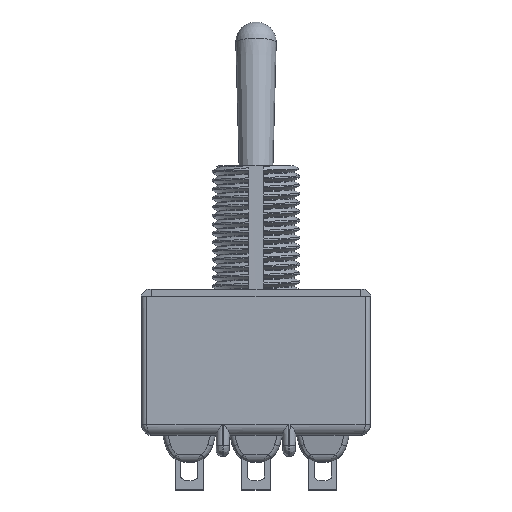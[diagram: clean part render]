
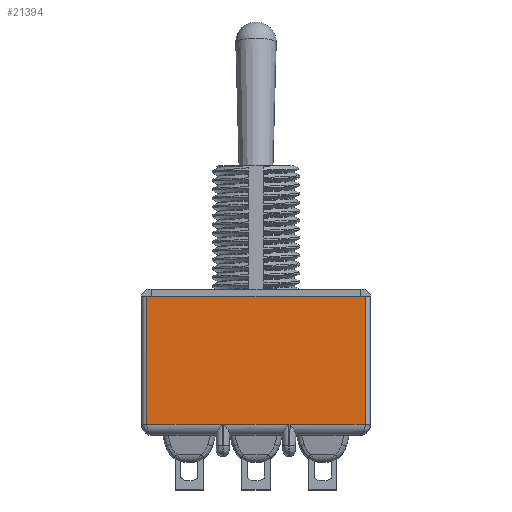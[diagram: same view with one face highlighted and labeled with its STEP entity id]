
A CAD part, top view. The second image highlights one B-rep face of the part: STEP entity #21394.
In plain terms, the highlighted planar face has unit normal (0, 0, 1).
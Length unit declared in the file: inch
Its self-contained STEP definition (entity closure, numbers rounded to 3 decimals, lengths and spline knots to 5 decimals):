
#976=PLANE('',#22765);
#1544=LINE('',#29202,#3872);
#2342=LINE('',#34202,#4670);
#2384=LINE('',#34344,#4712);
#2762=LINE('',#36215,#5090);
#2763=LINE('',#36217,#5091);
#2764=LINE('',#36219,#5092);
#2765=LINE('',#36220,#5093);
#2766=LINE('',#36222,#5094);
#2767=LINE('',#36224,#5095);
#2768=LINE('',#36226,#5096);
#2769=LINE('',#36228,#5097);
#2770=LINE('',#36230,#5098);
#3872=VECTOR('',#23756,39.37008);
#4670=VECTOR('',#25332,39.37008);
#4712=VECTOR('',#25412,39.37008);
#5090=VECTOR('',#26074,39.37008);
#5091=VECTOR('',#26075,39.37008);
#5092=VECTOR('',#26076,39.37008);
#5093=VECTOR('',#26077,39.37008);
#5094=VECTOR('',#26078,39.37008);
#5095=VECTOR('',#26079,39.37008);
#5096=VECTOR('',#26080,39.37008);
#5097=VECTOR('',#26081,39.37008);
#5098=VECTOR('',#26082,39.37008);
#8539=ORIENTED_EDGE('',*,*,#14636,.T.);
#8540=ORIENTED_EDGE('',*,*,#14637,.F.);
#8541=ORIENTED_EDGE('',*,*,#14638,.T.);
#8542=ORIENTED_EDGE('',*,*,#14094,.F.);
#8543=ORIENTED_EDGE('',*,*,#12955,.T.);
#8544=ORIENTED_EDGE('',*,*,#14639,.F.);
#8545=ORIENTED_EDGE('',*,*,#14640,.T.);
#8546=ORIENTED_EDGE('',*,*,#14641,.F.);
#8547=ORIENTED_EDGE('',*,*,#14642,.F.);
#8548=ORIENTED_EDGE('',*,*,#14643,.F.);
#8549=ORIENTED_EDGE('',*,*,#14644,.T.);
#8550=ORIENTED_EDGE('',*,*,#14145,.F.);
#12955=EDGE_CURVE('',#16196,#16197,#1544,.T.);
#14094=EDGE_CURVE('',#16196,#17178,#2342,.T.);
#14145=EDGE_CURVE('',#17223,#17221,#2384,.T.);
#14636=EDGE_CURVE('',#17223,#17558,#2762,.T.);
#14637=EDGE_CURVE('',#17559,#17558,#2763,.T.);
#14638=EDGE_CURVE('',#17559,#17178,#2764,.T.);
#14639=EDGE_CURVE('',#17560,#16197,#2765,.T.);
#14640=EDGE_CURVE('',#17560,#17561,#2766,.T.);
#14641=EDGE_CURVE('',#17562,#17561,#2767,.T.);
#14642=EDGE_CURVE('',#17563,#17562,#2768,.T.);
#14643=EDGE_CURVE('',#17564,#17563,#2769,.T.);
#14644=EDGE_CURVE('',#17564,#17221,#2770,.T.);
#16196=VERTEX_POINT('',#29203);
#16197=VERTEX_POINT('',#29204);
#17178=VERTEX_POINT('',#34198);
#17221=VERTEX_POINT('',#34339);
#17223=VERTEX_POINT('',#34343);
#17558=VERTEX_POINT('',#36216);
#17559=VERTEX_POINT('',#36218);
#17560=VERTEX_POINT('',#36221);
#17561=VERTEX_POINT('',#36223);
#17562=VERTEX_POINT('',#36225);
#17563=VERTEX_POINT('',#36227);
#17564=VERTEX_POINT('',#36229);
#18955=EDGE_LOOP('',(#8539,#8540,#8541,#8542,#8543,#8544,#8545,#8546,#8547,
#8548,#8549,#8550));
#20183=FACE_BOUND('',#18955,.T.);
#21394=ADVANCED_FACE('',(#20183),#976,.T.);
#22765=AXIS2_PLACEMENT_3D('',#36214,#26072,#26073);
#23756=DIRECTION('',(1.,0.,0.));
#25332=DIRECTION('',(-0.035,0.999,0.));
#25412=DIRECTION('',(0.,1.,0.));
#26072=DIRECTION('',(0.,0.,1.));
#26073=DIRECTION('',(1.,0.,0.));
#26074=DIRECTION('',(1.,0.001,0.));
#26075=DIRECTION('',(-0.035,-0.999,0.));
#26076=DIRECTION('',(1.,0.,0.));
#26077=DIRECTION('',(-0.035,-0.999,0.));
#26078=DIRECTION('',(1.,0.,0.));
#26079=DIRECTION('',(0.,-1.,0.));
#26080=DIRECTION('',(1.,0.,0.));
#26081=DIRECTION('',(0.,1.,0.));
#26082=DIRECTION('',(1.,0.,0.));
#29202=CARTESIAN_POINT('',(-1.17234,-0.4245,0.25));
#29203=CARTESIAN_POINT('',(0.09302,-0.4245,0.25));
#29204=CARTESIAN_POINT('',(0.09498,-0.4245,0.25));
#34198=CARTESIAN_POINT('',(0.09093,-0.3645,0.25));
#34202=CARTESIAN_POINT('',(0.09302,-0.4245,0.25));
#34339=CARTESIAN_POINT('',(-0.096,-0.3645,0.25));
#34343=CARTESIAN_POINT('',(-0.096,-0.4245,0.25));
#34344=CARTESIAN_POINT('',(-0.096,-0.4245,0.25));
#36214=CARTESIAN_POINT('',(-0.325,0.,0.25));
#36215=CARTESIAN_POINT('',(-0.096,-0.4245,0.25));
#36216=CARTESIAN_POINT('',(-0.09302,-0.4245,0.25));
#36217=CARTESIAN_POINT('',(-0.09093,-0.3645,0.25));
#36218=CARTESIAN_POINT('',(-0.09093,-0.3645,0.25));
#36219=CARTESIAN_POINT('',(-0.09093,-0.3645,0.25));
#36220=CARTESIAN_POINT('',(0.09707,-0.3645,0.25));
#36221=CARTESIAN_POINT('',(0.09707,-0.3645,0.25));
#36222=CARTESIAN_POINT('',(0.09707,-0.3645,0.25));
#36223=CARTESIAN_POINT('',(0.31,-0.3645,0.25));
#36224=CARTESIAN_POINT('',(0.31,0.,0.25));
#36225=CARTESIAN_POINT('',(0.31,0.,0.25));
#36226=CARTESIAN_POINT('',(-0.31,0.,0.25));
#36227=CARTESIAN_POINT('',(-0.31,0.,0.25));
#36228=CARTESIAN_POINT('',(-0.31,-0.3645,0.25));
#36229=CARTESIAN_POINT('',(-0.31,-0.3645,0.25));
#36230=CARTESIAN_POINT('',(-0.31,-0.3645,0.25));
